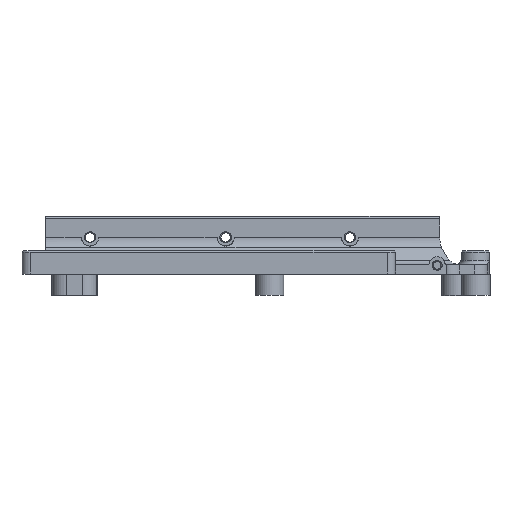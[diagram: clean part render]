
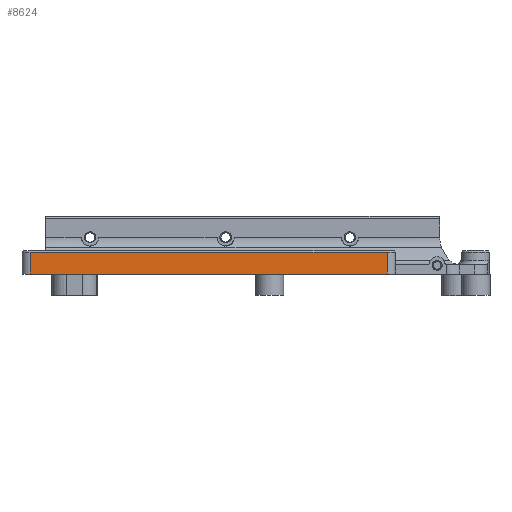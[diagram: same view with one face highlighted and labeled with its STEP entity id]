
A CAD part, top view. The second image highlights one B-rep face of the part: STEP entity #8624.
In plain terms, the highlighted planar face has unit normal (0, 0, 1).
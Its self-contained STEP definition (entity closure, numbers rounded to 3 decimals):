
#780=LINE('',#11647,#1528);
#784=LINE('',#11664,#1532);
#819=LINE('',#11755,#1567);
#820=LINE('',#11756,#1568);
#1528=VECTOR('',#9780,10.);
#1532=VECTOR('',#9796,10.);
#1567=VECTOR('',#9855,10.);
#1568=VECTOR('',#9856,10.);
#2328=FACE_OUTER_BOUND('',#2826,.T.);
#2826=EDGE_LOOP('',(#5951,#5952,#5953,#5954));
#3551=VERTEX_POINT('',#11631);
#3553=VERTEX_POINT('',#11643);
#3561=VERTEX_POINT('',#11663);
#3605=VERTEX_POINT('',#11754);
#4474=EDGE_CURVE('',#3551,#3553,#780,.T.);
#4483=EDGE_CURVE('',#3561,#3553,#784,.T.);
#4529=EDGE_CURVE('',#3605,#3551,#819,.T.);
#4530=EDGE_CURVE('',#3561,#3605,#820,.T.);
#5951=ORIENTED_EDGE('',*,*,#4474,.F.);
#5952=ORIENTED_EDGE('',*,*,#4529,.F.);
#5953=ORIENTED_EDGE('',*,*,#4530,.F.);
#5954=ORIENTED_EDGE('',*,*,#4483,.T.);
#8398=PLANE('',#9183);
#8624=ADVANCED_FACE('',(#2328),#8398,.F.);
#9183=AXIS2_PLACEMENT_3D('',#11753,#9853,#9854);
#9780=DIRECTION('',(0.,-1.,0.));
#9796=DIRECTION('',(1.,0.,0.));
#9853=DIRECTION('center_axis',(0.,0.,
-1.));
#9854=DIRECTION('ref_axis',(0.,1.,0.));
#9855=DIRECTION('',(1.,0.,0.));
#9856=DIRECTION('',(0.,1.,0.));
#11631=CARTESIAN_POINT('',(269.06,10.866,142.724));
#11643=CARTESIAN_POINT('',(269.06,3.17,142.724));
#11647=CARTESIAN_POINT('',(269.06,3.623,142.724));
#11663=CARTESIAN_POINT('',(142.437,3.17,142.724));
#11664=CARTESIAN_POINT('',(217.913,3.17,142.724));
#11753=CARTESIAN_POINT('Origin',(217.913,4.076,142.724));
#11754=CARTESIAN_POINT('',(142.437,10.866,142.724));
#11755=CARTESIAN_POINT('',(252.341,10.866,142.724));
#11756=CARTESIAN_POINT('',(142.437,6.315,142.724));
